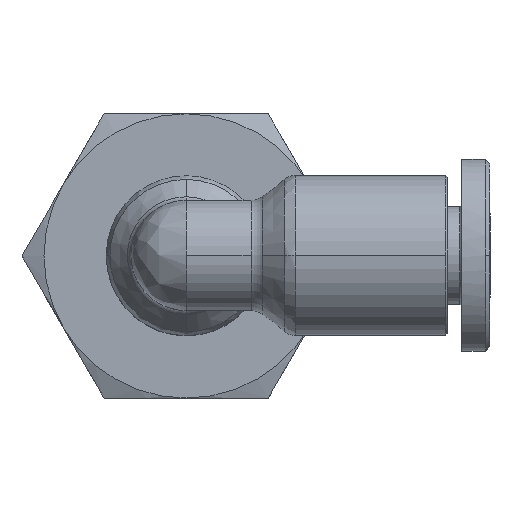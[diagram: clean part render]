
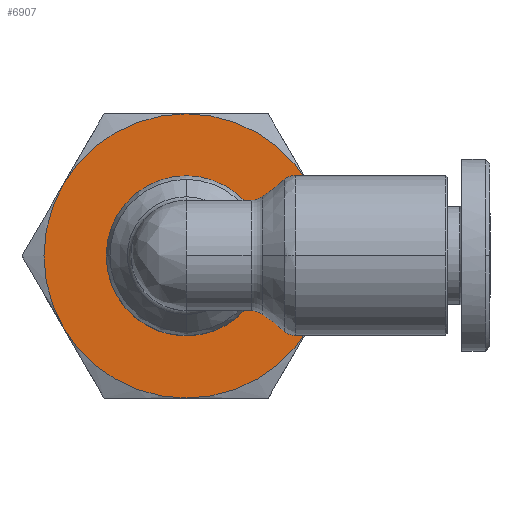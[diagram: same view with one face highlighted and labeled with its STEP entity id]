
A CAD part, top view. The second image highlights one B-rep face of the part: STEP entity #6907.
In plain terms, the highlighted planar face has unit normal (0, 0, 1).
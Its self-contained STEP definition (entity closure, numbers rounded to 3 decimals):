
#474 = DIRECTION ( 'NONE',  ( -1., 0., 0. ) ) ;
#549 = DIRECTION ( 'NONE',  ( -1., 0., 0. ) ) ;
#571 = CARTESIAN_POINT ( 'NONE',  ( 5.1, 0., -17.3 ) ) ;
#761 = FACE_BOUND ( 'NONE', #13226, .T. ) ;
#1036 = ORIENTED_EDGE ( 'NONE', *, *, #14548, .T. ) ;
#1104 = VERTEX_POINT ( 'NONE', #14848 ) ;
#1125 = AXIS2_PLACEMENT_3D ( 'NONE', #11651, #15193, #8050 ) ;
#1157 = CARTESIAN_POINT ( 'NONE',  ( 5.1, -8., -17.3 ) ) ;
#1217 = DIRECTION ( 'NONE',  ( -1., 0., 0. ) ) ;
#1449 = PLANE ( 'NONE',  #11898 ) ;
#1596 = EDGE_CURVE ( 'NONE', #2318, #5893, #13363, .T. ) ;
#1902 = CIRCLE ( 'NONE', #2524, 8. ) ;
#1930 = CIRCLE ( 'NONE', #1125, 8. ) ;
#2318 = VERTEX_POINT ( 'NONE', #7367 ) ;
#2380 = EDGE_CURVE ( 'NONE', #5893, #2318, #13376, .T. ) ;
#2473 = VERTEX_POINT ( 'NONE', #15029 ) ;
#2477 = CARTESIAN_POINT ( 'NONE',  ( 5.1, 2.8, -17.3 ) ) ;
#2509 = ORIENTED_EDGE ( 'NONE', *, *, #7824, .T. ) ;
#2524 = AXIS2_PLACEMENT_3D ( 'NONE', #15188, #5475, #549 ) ;
#2589 = EDGE_CURVE ( 'NONE', #4816, #1104, #13731, .T. ) ;
#3038 = ORIENTED_EDGE ( 'NONE', *, *, #14073, .T. ) ;
#3367 = CARTESIAN_POINT ( 'NONE',  ( 5.1, 0., -17.3 ) ) ;
#3638 = FACE_OUTER_BOUND ( 'NONE', #8235, .T. ) ;
#4816 = VERTEX_POINT ( 'NONE', #12152 ) ;
#4868 = CARTESIAN_POINT ( 'NONE',  ( 5.1, 0., -17.3 ) ) ;
#5305 = CARTESIAN_POINT ( 'NONE',  ( -1.828, -4., -17.3 ) ) ;
#5475 = DIRECTION ( 'NONE',  ( 0., 0., 1. ) ) ;
#5893 = VERTEX_POINT ( 'NONE', #15254 ) ;
#6257 = AXIS2_PLACEMENT_3D ( 'NONE', #3367, #10551, #7041 ) ;
#6475 = ORIENTED_EDGE ( 'NONE', *, *, #14042, .T. ) ;
#6907 = ADVANCED_FACE ( 'NONE', ( #761, #3638 ), #1449, .T. ) ;
#6919 = DIRECTION ( 'NONE',  ( -1., 0., 0. ) ) ;
#7041 = DIRECTION ( 'NONE',  ( 0., -1., 0. ) ) ;
#7167 = CARTESIAN_POINT ( 'NONE',  ( 5.1, 0., -17.3 ) ) ;
#7367 = CARTESIAN_POINT ( 'NONE',  ( 5.1, 4.5, -17.3 ) ) ;
#7674 = ORIENTED_EDGE ( 'NONE', *, *, #2380, .T. ) ;
#7824 = EDGE_CURVE ( 'NONE', #11806, #10172, #1902, .T. ) ;
#7964 = CIRCLE ( 'NONE', #12922, 8. ) ;
#8050 = DIRECTION ( 'NONE',  ( -1., 0., 0. ) ) ;
#8093 = CARTESIAN_POINT ( 'NONE',  ( 5.1, 0., -17.3 ) ) ;
#8235 = EDGE_LOOP ( 'NONE', ( #8539, #12757, #2509, #11637, #6475, #1036, #3038 ) ) ;
#8452 = DIRECTION ( 'NONE',  ( 0., 0., 1. ) ) ;
#8461 = EDGE_CURVE ( 'NONE', #1104, #11806, #14456, .T. ) ;
#8536 = DIRECTION ( 'NONE',  ( 0., 0., 1. ) ) ;
#8539 = ORIENTED_EDGE ( 'NONE', *, *, #2589, .T. ) ;
#8674 = AXIS2_PLACEMENT_3D ( 'NONE', #7167, #8452, #11947 ) ;
#8845 = AXIS2_PLACEMENT_3D ( 'NONE', #8093, #10369, #6919 ) ;
#9132 = VERTEX_POINT ( 'NONE', #1157 ) ;
#9942 = AXIS2_PLACEMENT_3D ( 'NONE', #11029, #13477, #12289 ) ;
#10172 = VERTEX_POINT ( 'NONE', #5305 ) ;
#10179 = DIRECTION ( 'NONE',  ( 0., 0., 1. ) ) ;
#10335 = CARTESIAN_POINT ( 'NONE',  ( 5.1, 0., -17.3 ) ) ;
#10369 = DIRECTION ( 'NONE',  ( 0., 0., 1. ) ) ;
#10418 = ORIENTED_EDGE ( 'NONE', *, *, #1596, .T. ) ;
#10551 = DIRECTION ( 'NONE',  ( 0., 0., -1. ) ) ;
#10885 = AXIS2_PLACEMENT_3D ( 'NONE', #10335, #12508, #12624 ) ;
#11029 = CARTESIAN_POINT ( 'NONE',  ( 5.1, 0., -17.3 ) ) ;
#11058 = EDGE_CURVE ( 'NONE', #10172, #9132, #1930, .T. ) ;
#11089 = AXIS2_PLACEMENT_3D ( 'NONE', #571, #10179, #474 ) ;
#11111 = DIRECTION ( 'NONE',  ( 0., 0., 1. ) ) ;
#11324 = CIRCLE ( 'NONE', #11089, 8. ) ;
#11341 = CARTESIAN_POINT ( 'NONE',  ( -2.9, 0., -17.3 ) ) ;
#11637 = ORIENTED_EDGE ( 'NONE', *, *, #11058, .T. ) ;
#11651 = CARTESIAN_POINT ( 'NONE',  ( 5.1, 0., -17.3 ) ) ;
#11806 = VERTEX_POINT ( 'NONE', #11341 ) ;
#11898 = AXIS2_PLACEMENT_3D ( 'NONE', #2477, #11111, #12268 ) ;
#11947 = DIRECTION ( 'NONE',  ( -1., 0., 0. ) ) ;
#12152 = CARTESIAN_POINT ( 'NONE',  ( 5.1, 8., -17.3 ) ) ;
#12268 = DIRECTION ( 'NONE',  ( 1., 0., 0. ) ) ;
#12289 = DIRECTION ( 'NONE',  ( 0., -1., 0. ) ) ;
#12508 = DIRECTION ( 'NONE',  ( 0., 0., 1. ) ) ;
#12624 = DIRECTION ( 'NONE',  ( -1., 0., 0. ) ) ;
#12757 = ORIENTED_EDGE ( 'NONE', *, *, #8461, .T. ) ;
#12922 = AXIS2_PLACEMENT_3D ( 'NONE', #4868, #8536, #1217 ) ;
#13226 = EDGE_LOOP ( 'NONE', ( #7674, #10418 ) ) ;
#13247 = CARTESIAN_POINT ( 'NONE',  ( 12.028, 4., -17.3 ) ) ;
#13363 = CIRCLE ( 'NONE', #6257, 4.5 ) ;
#13376 = CIRCLE ( 'NONE', #9942, 4.5 ) ;
#13424 = CIRCLE ( 'NONE', #10885, 8. ) ;
#13477 = DIRECTION ( 'NONE',  ( 0., 0., -1. ) ) ;
#13731 = CIRCLE ( 'NONE', #8845, 8. ) ;
#14042 = EDGE_CURVE ( 'NONE', #9132, #2473, #11324, .T. ) ;
#14073 = EDGE_CURVE ( 'NONE', #15823, #4816, #13424, .T. ) ;
#14456 = CIRCLE ( 'NONE', #8674, 8. ) ;
#14548 = EDGE_CURVE ( 'NONE', #2473, #15823, #7964, .T. ) ;
#14848 = CARTESIAN_POINT ( 'NONE',  ( -1.828, 4., -17.3 ) ) ;
#15029 = CARTESIAN_POINT ( 'NONE',  ( 12.028, -4., -17.3 ) ) ;
#15188 = CARTESIAN_POINT ( 'NONE',  ( 5.1, 0., -17.3 ) ) ;
#15193 = DIRECTION ( 'NONE',  ( 0., 0., 1. ) ) ;
#15254 = CARTESIAN_POINT ( 'NONE',  ( 5.1, -4.5, -17.3 ) ) ;
#15823 = VERTEX_POINT ( 'NONE', #13247 ) ;
